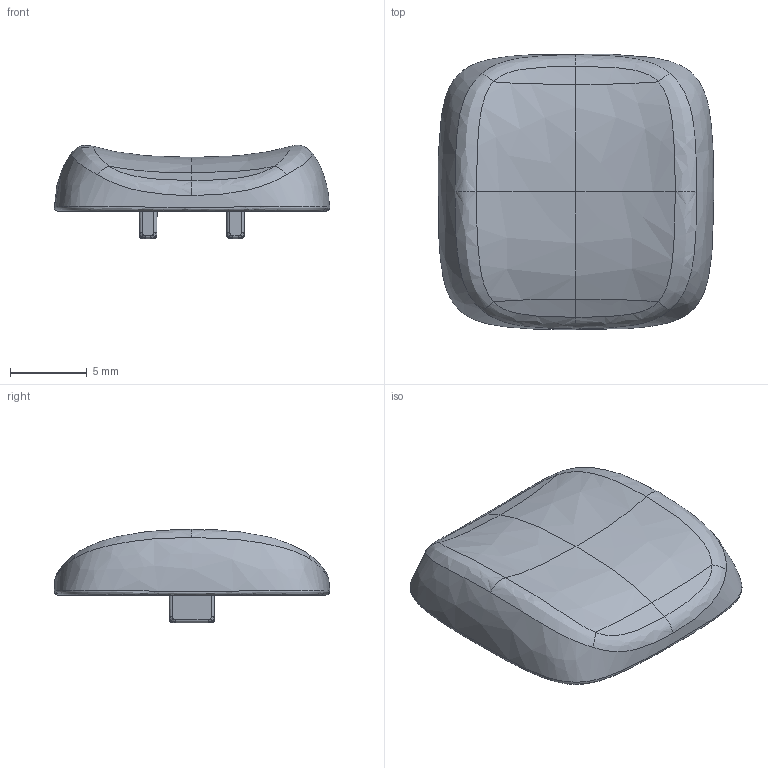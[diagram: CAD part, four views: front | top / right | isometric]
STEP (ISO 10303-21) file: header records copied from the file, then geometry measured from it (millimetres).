
FILE_DESCRIPTION(/* description */ (''),/* implementation_level */ '2;1');
FILE_NAME(/* name */ '[MX] Saddle v3.step',/* time_stamp */ '2025-05-10T15:25:29+07:00',/* author */ (''),/* organization */ (''),/* preprocessor_version */ 'ST-DEVELOPER v20.1',/* originating_system */ 'Autodesk Translation Framework v14.4.0.0',/* authorisation */ '');
FILE_SCHEMA (('AUTOMOTIVE_DESIGN { 1 0 10303 214 3 1 1 }'));
Length unit declared in the file: millimetre
Products named in the file (1): [MX] Saddle
Bounding box: 17.97 x 17.96 x 6.09 mm (x, y, z)
Volume: 507 mm3; surface area: 856 mm2
Topology: 1 solids, 1 shells, 156 faces, 391 edges, 238 vertices
Faces by surface type: bspline 120, cylinder 24, plane 12
Entity records: 19554 total; most frequent: CARTESIAN_POINT 16292, ORIENTED_EDGE 778, DIRECTION 529, EDGE_CURVE 389, AXIS2_PLACEMENT_3D 240, VERTEX_POINT 238, CIRCLE 203, EDGE_LOOP 159
